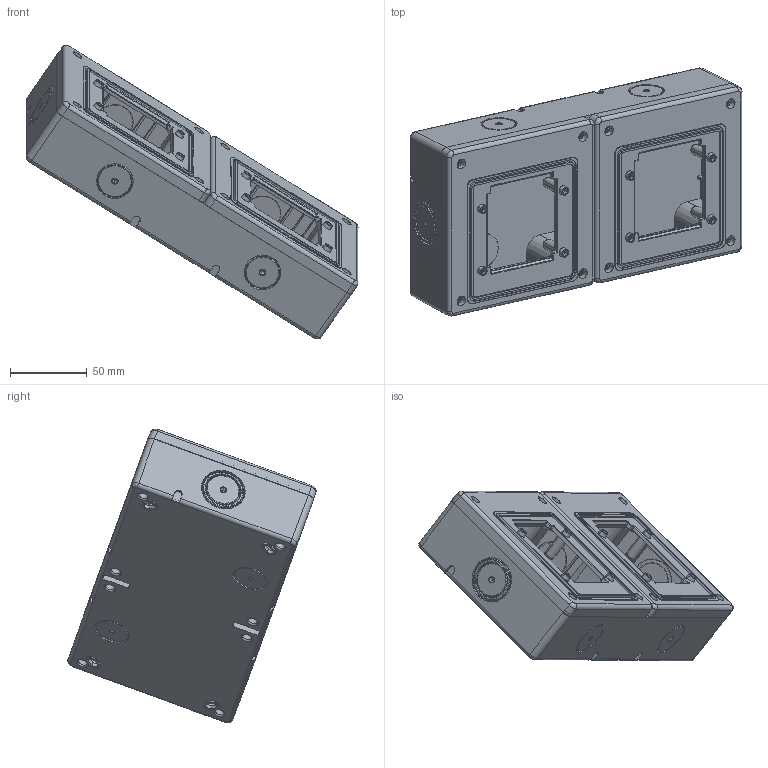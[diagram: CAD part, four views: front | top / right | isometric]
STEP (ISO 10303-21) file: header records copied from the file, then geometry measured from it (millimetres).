
FILE_DESCRIPTION(('CATIA V5 STEP Exchange'),'2;1');
FILE_NAME('BP266.stp','2025-04-09T08:15:33+00:00',('none'),('none'),'CATIA Version 5-6 Release 2016 SP6','CATIA V5 STEP AP203','none');
FILE_SCHEMA(('CONFIG_CONTROL_DESIGN'));
Products named in the file (1): STP
Assembly tree (11 placements, depth 2):
  STP
    #57  x8
    #4396
    #48594  x2
Bounding box: 216.48 x 161.93 x 191.65 mm (x, y, z)
Volume: 233550 mm3; surface area: 238847.5 mm2
Topology: 11 solids, 11 shells, 3039 faces, 8050 edges, 5204 vertices
Faces by surface type: plane 1512, cylinder 691, cone 416, torus 168, bspline 164, sphere 88
Entity records: 63206 total; most frequent: CARTESIAN_POINT 22283, ORIENTED_EDGE 9800, DIRECTION 5987, EDGE_CURVE 4900, VERTEX_POINT 3172, VECTOR 2589, LINE 2589, AXIS2_PLACEMENT_3D 2114
